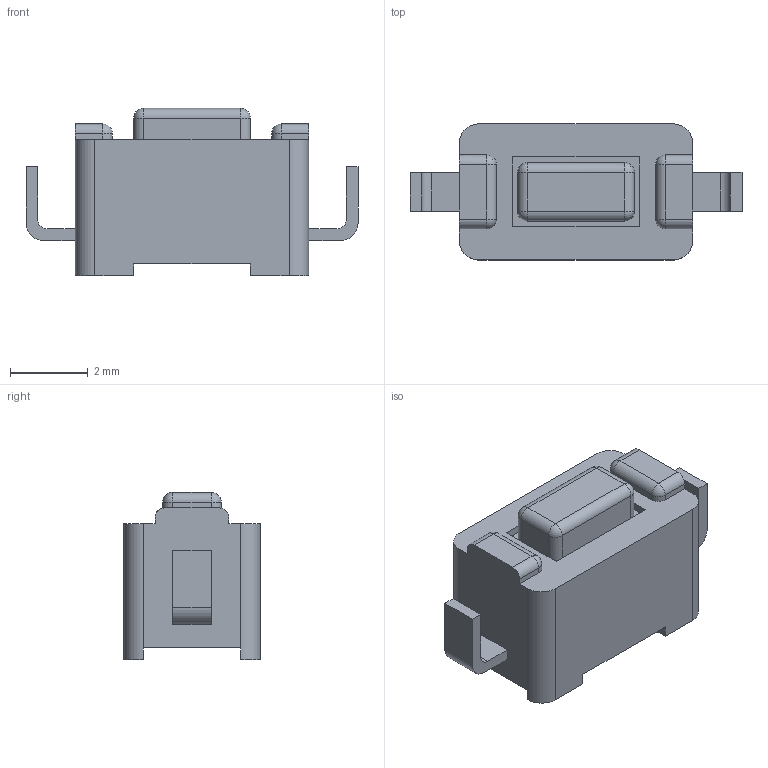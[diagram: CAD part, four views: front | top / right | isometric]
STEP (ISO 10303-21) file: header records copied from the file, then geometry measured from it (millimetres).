
FILE_DESCRIPTION((' '),'2;1');
FILE_NAME('TL1107AFxxxEQ.stp','2017-07-26T09:20:31',(' '),(' '),' ','ACIS',' ');
FILE_SCHEMA(('CONFIG_CONTROL_DESIGN'));
Length unit declared in the file: inch
Products named in the file (1): TL1107AFxxxEQ.stp
Bounding box: 8.54 x 3.5 x 4.3 mm (x, y, z)
Volume: 62.9 mm3; surface area: 180.3 mm2
Topology: 1 solids, 2 shells, 150 faces, 377 edges, 234 vertices
Faces by surface type: plane 88, cylinder 46, sphere 12, bspline 4
Entity records: 4603 total; most frequent: CARTESIAN_POINT 909, DIRECTION 750, ORIENTED_EDGE 736, EDGE_CURVE 368, VECTOR 272, LINE 272, AXIS2_PLACEMENT_3D 239, VERTEX_POINT 228
